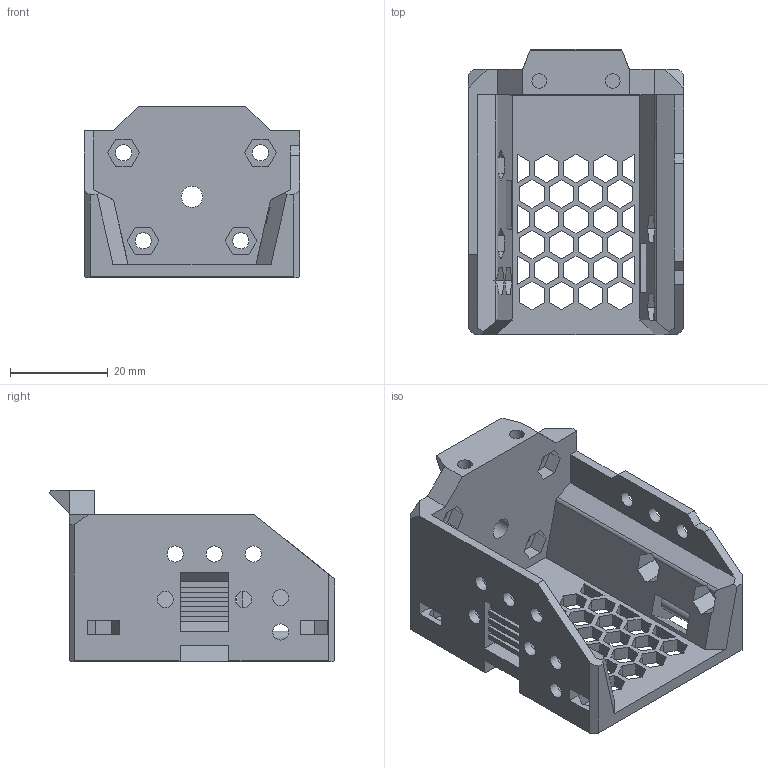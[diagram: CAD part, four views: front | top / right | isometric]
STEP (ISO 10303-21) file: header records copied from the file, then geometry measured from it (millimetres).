
FILE_DESCRIPTION(/* description */ (''),/* implementation_level */ '2;1');
FILE_NAME(/* name */ 'front_universal.step',/* time_stamp */ '2022-06-27T14:17:29+01:00',/* author */ (''),/* organization */ (''),/* preprocessor_version */ 'ST-DEVELOPER v19',/* originating_system */ 'Autodesk Translation Framework v11.7.0.108',/* authorisation */ '');
FILE_SCHEMA (('AUTOMOTIVE_DESIGN { 1 0 10303 214 3 1 1 }'));
Length unit declared in the file: millimetre
Products named in the file (1): front_universal
Bounding box: 44 x 58.29 x 35 mm (x, y, z)
Volume: 20386.4 mm3; surface area: 15061.9 mm2
Topology: 1 solids, 1 shells, 401 faces, 1162 edges, 772 vertices
Faces by surface type: plane 369, cylinder 28, cone 4
Full cylindrical faces by diameter (mm): 3 x2, 3.3 x20, 4.35 x1
Entity records: 13221 total; most frequent: CARTESIAN_POINT 2336, ORIENTED_EDGE 2324, DIRECTION 2034, EDGE_CURVE 1162, LINE 1094, VECTOR 1094, VERTEX_POINT 772, EDGE_LOOP 514
